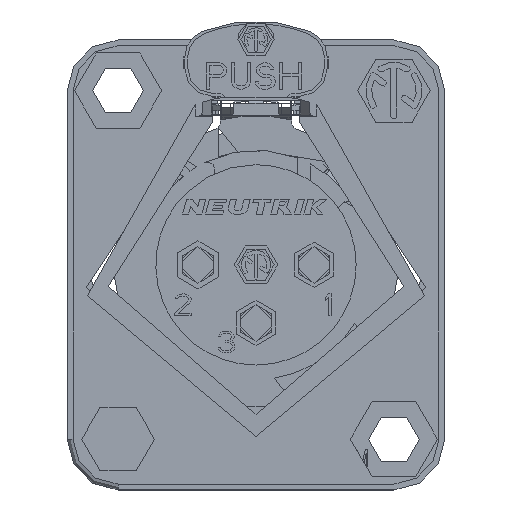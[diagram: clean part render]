
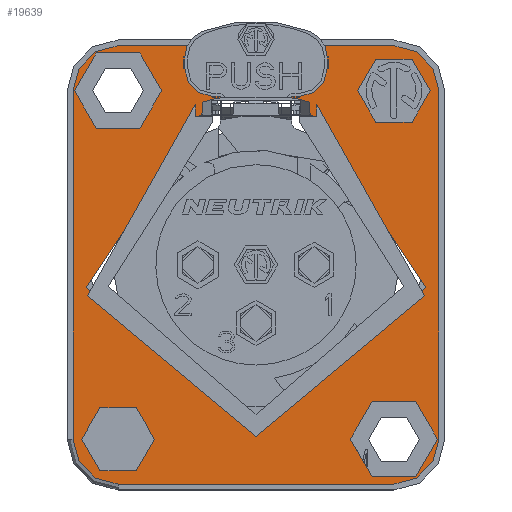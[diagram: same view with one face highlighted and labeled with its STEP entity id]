
A CAD part, top view. The second image highlights one B-rep face of the part: STEP entity #19639.
In plain terms, the highlighted planar face has unit normal (0, 0, 1).
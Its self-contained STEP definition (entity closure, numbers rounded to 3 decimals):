
#1314=CARTESIAN_POINT('',(-9.5,-12.,2.));
#1315=DIRECTION('',(0.,0.,1.));
#1316=DIRECTION('',(-1.,0.,0.));
#1317=AXIS2_PLACEMENT_3D('',#1314,#1315,#1316);
#1329=CARTESIAN_POINT('',(0.,0.,2.));
#1330=DIRECTION('',(0.,0.,1.));
#1331=DIRECTION('',(0.261,0.965,0.));
#1332=AXIS2_PLACEMENT_3D('',#1329,#1330,#1331);
#1334=CARTESIAN_POINT('',(9.5,-12.,2.));
#1335=DIRECTION('',(0.,0.,1.));
#1336=DIRECTION('',(-1.,0.,0.));
#1337=AXIS2_PLACEMENT_3D('',#1334,#1335,#1336);
#1339=CARTESIAN_POINT('',(9.5,-12.,2.));
#1340=DIRECTION('',(0.,0.,1.));
#1341=DIRECTION('',(1.,0.,0.));
#1342=AXIS2_PLACEMENT_3D('',#1339,#1340,#1341);
#1344=CARTESIAN_POINT('',(-9.5,12.,2.));
#1345=DIRECTION('',(0.,0.,1.));
#1346=DIRECTION('',(-1.,0.,0.));
#1347=AXIS2_PLACEMENT_3D('',#1344,#1345,#1346);
#1349=CARTESIAN_POINT('',(-9.5,12.,2.));
#1350=DIRECTION('',(0.,0.,1.));
#1351=DIRECTION('',(1.,0.,0.));
#1352=AXIS2_PLACEMENT_3D('',#1349,#1350,#1351);
#1354=CARTESIAN_POINT('',(9.5,12.,2.));
#1355=DIRECTION('',(0.,0.,1.));
#1356=DIRECTION('',(1.,0.,0.));
#1357=AXIS2_PLACEMENT_3D('',#1354,#1355,#1356);
#1359=CARTESIAN_POINT('',(9.5,12.,2.));
#1360=DIRECTION('',(0.,0.,1.));
#1361=DIRECTION('',(-1.,0.,0.));
#1362=AXIS2_PLACEMENT_3D('',#1359,#1360,#1361);
#1364=CARTESIAN_POINT('',(-9.5,-12.,2.));
#1365=DIRECTION('',(0.,0.,1.));
#1366=DIRECTION('',(1.,0.,0.));
#1367=AXIS2_PLACEMENT_3D('',#1364,#1365,#1366);
#1369=CARTESIAN_POINT('',(-9.5,-12.,2.));
#1370=DIRECTION('',(0.,0.,1.));
#1371=DIRECTION('',(-1.,0.,0.));
#1372=AXIS2_PLACEMENT_3D('',#1369,#1370,#1371);
#5338=CARTESIAN_POINT('',(-3.078,11.391,2.));
#5347=CARTESIAN_POINT('',(0.,0.,2.));
#5348=DIRECTION('',(0.,0.,-1.));
#5349=DIRECTION('',(0.261,0.965,0.));
#5350=AXIS2_PLACEMENT_3D('',#5347,#5348,#5349);
#5440=CARTESIAN_POINT('',(3.078,11.391,2.));
#12209=DIRECTION('',(0.,-1.,0.));
#12210=VECTOR('',#12209,24.);
#12211=CARTESIAN_POINT('',(-12.6,12.,2.));
#12212=LINE('',#12211,#12210);
#12230=CARTESIAN_POINT('',(-9.5,12.,2.));
#12231=DIRECTION('',(0.,0.,1.));
#12232=DIRECTION('',(0.,1.,0.));
#12233=AXIS2_PLACEMENT_3D('',#12230,#12231,#12232);
#12245=DIRECTION('',(-1.,0.,0.));
#12246=VECTOR('',#12245,19.);
#12247=CARTESIAN_POINT('',(9.5,15.1,2.));
#12248=LINE('',#12247,#12246);
#12266=CARTESIAN_POINT('',(9.5,12.,2.));
#12267=DIRECTION('',(0.,0.,1.));
#12268=DIRECTION('',(1.,0.,0.));
#12269=AXIS2_PLACEMENT_3D('',#12266,#12267,#12268);
#12281=DIRECTION('',(0.,1.,0.));
#12282=VECTOR('',#12281,24.);
#12283=CARTESIAN_POINT('',(12.6,-12.,2.));
#12284=LINE('',#12283,#12282);
#12302=CARTESIAN_POINT('',(9.5,-12.,2.));
#12303=DIRECTION('',(0.,0.,1.));
#12304=DIRECTION('',(0.,-1.,0.));
#12305=AXIS2_PLACEMENT_3D('',#12302,#12303,#12304);
#12317=DIRECTION('',(1.,0.,0.));
#12318=VECTOR('',#12317,19.);
#12319=CARTESIAN_POINT('',(-9.5,-15.1,2.));
#12320=LINE('',#12319,#12318);
#14719=VERTEX_POINT('',#5440);
#14723=VERTEX_POINT('',#5338);
#14736=CARTESIAN_POINT('',(6.5,-12.,2.));
#14737=CARTESIAN_POINT('',(12.5,-12.,2.));
#14738=VERTEX_POINT('',#14736);
#14739=VERTEX_POINT('',#14737);
#14752=CARTESIAN_POINT('',(-12.5,12.,2.));
#14753=CARTESIAN_POINT('',(-6.5,12.,2.));
#14754=VERTEX_POINT('',#14752);
#14755=VERTEX_POINT('',#14753);
#14764=CARTESIAN_POINT('',(12.,12.,2.));
#14765=CARTESIAN_POINT('',(7.,12.,2.));
#14766=VERTEX_POINT('',#14764);
#14767=VERTEX_POINT('',#14765);
#14768=CARTESIAN_POINT('',(-7.,-12.,2.));
#14769=CARTESIAN_POINT('',(-12.,-12.,2.));
#14770=VERTEX_POINT('',#14768);
#14771=VERTEX_POINT('',#14769);
#16088=CARTESIAN_POINT('',(-12.6,12.,2.));
#16089=CARTESIAN_POINT('',(-12.6,-12.,2.));
#16090=VERTEX_POINT('',#16088);
#16091=VERTEX_POINT('',#16089);
#16096=CARTESIAN_POINT('',(-9.5,-15.1,2.));
#16097=VERTEX_POINT('',#16096);
#16100=CARTESIAN_POINT('',(9.5,-15.1,2.));
#16101=VERTEX_POINT('',#16100);
#16104=CARTESIAN_POINT('',(12.6,-12.,2.));
#16105=VERTEX_POINT('',#16104);
#16108=CARTESIAN_POINT('',(12.6,12.,2.));
#16109=VERTEX_POINT('',#16108);
#16112=CARTESIAN_POINT('',(9.5,15.1,2.));
#16113=VERTEX_POINT('',#16112);
#16116=CARTESIAN_POINT('',(-9.5,15.1,2.));
#16117=VERTEX_POINT('',#16116);
#19587=CARTESIAN_POINT('',(0.,0.,2.));
#19588=DIRECTION('',(0.,0.,1.));
#19589=DIRECTION('',(1.,0.,0.));
#19590=AXIS2_PLACEMENT_3D('',#19587,#19588,#19589);
#19591=PLANE('',#19590);
#19593=ORIENTED_EDGE('',*,*,#19592,.F.);
#19595=ORIENTED_EDGE('',*,*,#19594,.F.);
#19597=ORIENTED_EDGE('',*,*,#19596,.F.);
#19599=ORIENTED_EDGE('',*,*,#19598,.F.);
#19601=ORIENTED_EDGE('',*,*,#19600,.F.);
#19603=ORIENTED_EDGE('',*,*,#19602,.F.);
#19605=ORIENTED_EDGE('',*,*,#19604,.F.);
#19606=ORIENTED_EDGE('',*,*,#19577,.F.);
#19607=EDGE_LOOP('',(#19593,#19595,#19597,#19599,#19601,#19603,#19605,#19606));
#19608=FACE_OUTER_BOUND('',#19607,.F.);
#19610=ORIENTED_EDGE('',*,*,#19609,.T.);
#19612=ORIENTED_EDGE('',*,*,#19611,.T.);
#19613=EDGE_LOOP('',(#19610,#19612));
#19614=FACE_BOUND('',#19613,.F.);
#19616=ORIENTED_EDGE('',*,*,#19615,.T.);
#19618=ORIENTED_EDGE('',*,*,#19617,.T.);
#19619=EDGE_LOOP('',(#19616,#19618));
#19620=FACE_BOUND('',#19619,.F.);
#19622=ORIENTED_EDGE('',*,*,#19621,.T.);
#19624=ORIENTED_EDGE('',*,*,#19623,.T.);
#19625=EDGE_LOOP('',(#19622,#19624));
#19626=FACE_BOUND('',#19625,.F.);
#19628=ORIENTED_EDGE('',*,*,#19627,.T.);
#19630=ORIENTED_EDGE('',*,*,#19629,.T.);
#19631=EDGE_LOOP('',(#19628,#19630));
#19632=FACE_BOUND('',#19631,.F.);
#19634=ORIENTED_EDGE('',*,*,#19633,.T.);
#19636=ORIENTED_EDGE('',*,*,#19635,.F.);
#19637=EDGE_LOOP('',(#19634,#19636));
#19638=FACE_BOUND('',#19637,.F.);
#19639=ADVANCED_FACE('',(#19608,#19614,#19620,#19626,#19632,#19638),#19591,.T.);
#1318=CIRCLE('',#1317,3.1);
#1333=CIRCLE('',#1332,11.8);
#1338=CIRCLE('',#1337,3.);
#1343=CIRCLE('',#1342,3.);
#1348=CIRCLE('',#1347,3.);
#1353=CIRCLE('',#1352,3.);
#1358=CIRCLE('',#1357,2.5);
#1363=CIRCLE('',#1362,2.5);
#1368=CIRCLE('',#1367,2.5);
#1373=CIRCLE('',#1372,2.5);
#5351=CIRCLE('',#5350,11.8);
#12234=CIRCLE('',#12233,3.1);
#12270=CIRCLE('',#12269,3.1);
#12306=CIRCLE('',#12305,3.1);
#19577=EDGE_CURVE('',#16091,#16097,#1318,.T.);
#19592=EDGE_CURVE('',#16090,#16091,#12212,.T.);
#19594=EDGE_CURVE('',#16117,#16090,#12234,.T.);
#19596=EDGE_CURVE('',#16113,#16117,#12248,.T.);
#19598=EDGE_CURVE('',#16109,#16113,#12270,.T.);
#19600=EDGE_CURVE('',#16105,#16109,#12284,.T.);
#19602=EDGE_CURVE('',#16101,#16105,#12306,.T.);
#19604=EDGE_CURVE('',#16097,#16101,#12320,.T.);
#19609=EDGE_CURVE('',#14738,#14739,#1338,.T.);
#19611=EDGE_CURVE('',#14739,#14738,#1343,.T.);
#19615=EDGE_CURVE('',#14754,#14755,#1348,.T.);
#19617=EDGE_CURVE('',#14755,#14754,#1353,.T.);
#19621=EDGE_CURVE('',#14766,#14767,#1358,.T.);
#19623=EDGE_CURVE('',#14767,#14766,#1363,.T.);
#19627=EDGE_CURVE('',#14770,#14771,#1368,.T.);
#19629=EDGE_CURVE('',#14771,#14770,#1373,.T.);
#19633=EDGE_CURVE('',#14719,#14723,#1333,.T.);
#19635=EDGE_CURVE('',#14719,#14723,#5351,.T.);
